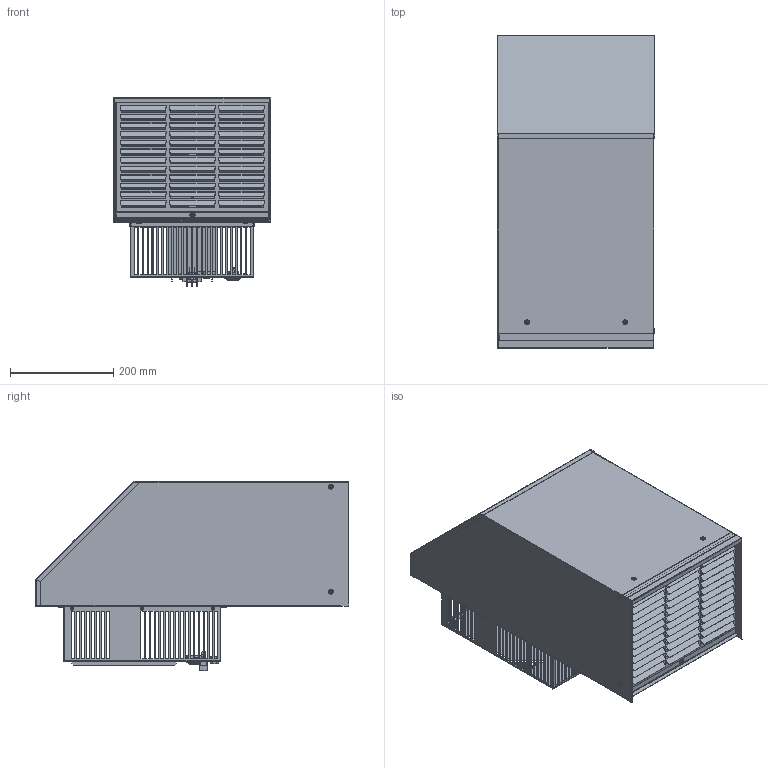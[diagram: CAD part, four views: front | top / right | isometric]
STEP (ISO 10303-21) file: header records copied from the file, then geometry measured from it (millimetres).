
FILE_DESCRIPTION (( 'STEP AP214' ), '1' );
FILE_NAME ('KNP225FL.stp', '2024-12-11T17:10:41', ( '' ), ( '' ), 'SwSTEP 2.0', 'SolidWorks 2024', '' );
FILE_SCHEMA (( 'AUTOMOTIVE_DESIGN' ));
Length unit declared in the file: inch
Products named in the file (1): KNP225FL
Bounding box: 305.61 x 607.73 x 368.61 mm (x, y, z)
Volume: 1074834.1 mm3; surface area: 2281171.4 mm2
Topology: 112 solids, 112 shells, 3972 faces, 10003 edges, 6479 vertices
Faces by surface type: plane 2279, cylinder 1246, torus 262, cone 158, sphere 24, bspline 3
Entity records: 121234 total; most frequent: CARTESIAN_POINT 21438, DIRECTION 20738, ORIENTED_EDGE 19954, EDGE_CURVE 9977, AXIS2_PLACEMENT_3D 7214, VERTEX_POINT 6479, VECTOR 6310, LINE 6310
